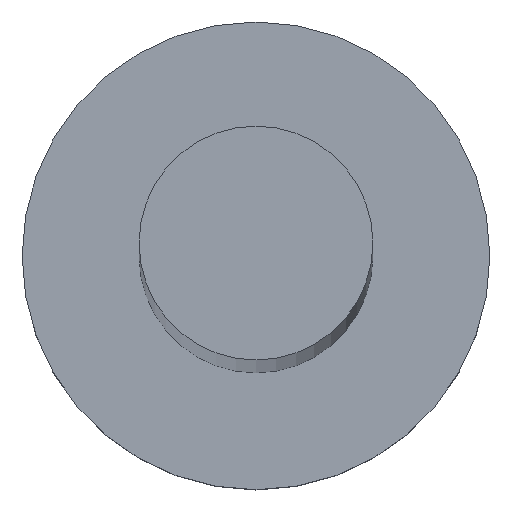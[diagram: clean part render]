
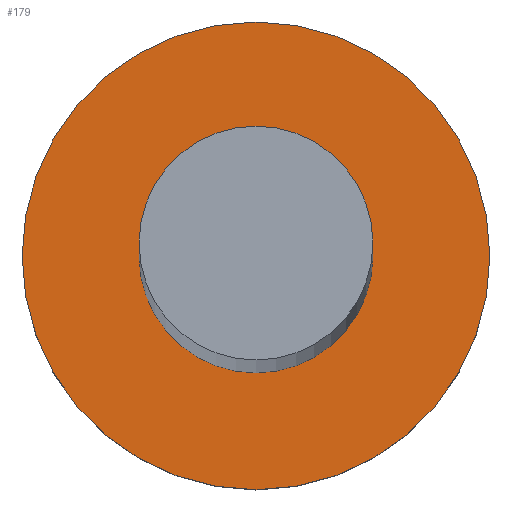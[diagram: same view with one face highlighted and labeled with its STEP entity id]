
A CAD part, top view. The second image highlights one B-rep face of the part: STEP entity #179.
In plain terms, the highlighted planar face has unit normal (0, 0, 1).
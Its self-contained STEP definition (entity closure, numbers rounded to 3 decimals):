
#1 = AXIS2_PLACEMENT_3D ( 'NONE', #131, #68, #170 ) ;
#8 = DIRECTION ( 'NONE',  ( 0., 0., 1. ) ) ;
#10 = FACE_OUTER_BOUND ( 'NONE', #46, .T. ) ;
#17 = ORIENTED_EDGE ( 'NONE', *, *, #107, .T. ) ;
#27 = FACE_BOUND ( 'NONE', #123, .T. ) ;
#41 = AXIS2_PLACEMENT_3D ( 'NONE', #121, #102, #245 ) ;
#45 = CARTESIAN_POINT ( 'NONE',  ( -5., 0., 3. ) ) ;
#46 = EDGE_LOOP ( 'NONE', ( #87, #17 ) ) ;
#49 = CIRCLE ( 'NONE', #1, 2.5 ) ;
#61 = DIRECTION ( 'NONE',  ( 0., 0., 1. ) ) ;
#63 = ORIENTED_EDGE ( 'NONE', *, *, #163, .F. ) ;
#65 = DIRECTION ( 'NONE',  ( 1., 0., 0. ) ) ;
#68 = DIRECTION ( 'NONE',  ( 0., 0., 1. ) ) ;
#75 = AXIS2_PLACEMENT_3D ( 'NONE', #152, #129, #215 ) ;
#78 = CIRCLE ( 'NONE', #41, 2.5 ) ;
#83 = AXIS2_PLACEMENT_3D ( 'NONE', #155, #8, #65 ) ;
#87 = ORIENTED_EDGE ( 'NONE', *, *, #176, .T. ) ;
#95 = EDGE_CURVE ( 'NONE', #159, #182, #78, .T. ) ;
#102 = DIRECTION ( 'NONE',  ( 0., 0., 1. ) ) ;
#104 = DIRECTION ( 'NONE',  ( 1., 0., 0. ) ) ;
#107 = EDGE_CURVE ( 'NONE', #253, #219, #224, .T. ) ;
#121 = CARTESIAN_POINT ( 'NONE',  ( 0., 0., 3. ) ) ;
#123 = EDGE_LOOP ( 'NONE', ( #157, #63 ) ) ;
#129 = DIRECTION ( 'NONE',  ( 0., 0., 1. ) ) ;
#131 = CARTESIAN_POINT ( 'NONE',  ( 0., 0., 3. ) ) ;
#152 = CARTESIAN_POINT ( 'NONE',  ( 0., 0., 3. ) ) ;
#155 = CARTESIAN_POINT ( 'NONE',  ( 0., 0., 3. ) ) ;
#157 = ORIENTED_EDGE ( 'NONE', *, *, #95, .F. ) ;
#159 = VERTEX_POINT ( 'NONE', #188 ) ;
#163 = EDGE_CURVE ( 'NONE', #182, #159, #49, .T. ) ;
#170 = DIRECTION ( 'NONE',  ( 1., 0., 0. ) ) ;
#171 = CARTESIAN_POINT ( 'NONE',  ( 2.5, 0., 3. ) ) ;
#175 = AXIS2_PLACEMENT_3D ( 'NONE', #209, #61, #104 ) ;
#176 = EDGE_CURVE ( 'NONE', #219, #253, #198, .T. ) ;
#179 = ADVANCED_FACE ( 'NONE', ( #27, #10 ), #190, .T. ) ;
#182 = VERTEX_POINT ( 'NONE', #171 ) ;
#188 = CARTESIAN_POINT ( 'NONE',  ( -2.5, 0., 3. ) ) ;
#190 = PLANE ( 'NONE',  #83 ) ;
#198 = CIRCLE ( 'NONE', #75, 5. ) ;
#209 = CARTESIAN_POINT ( 'NONE',  ( 0., 0., 3. ) ) ;
#215 = DIRECTION ( 'NONE',  ( 1., 0., 0. ) ) ;
#219 = VERTEX_POINT ( 'NONE', #45 ) ;
#224 = CIRCLE ( 'NONE', #175, 5. ) ;
#236 = CARTESIAN_POINT ( 'NONE',  ( 5., 0., 3. ) ) ;
#245 = DIRECTION ( 'NONE',  ( 1., 0., 0. ) ) ;
#253 = VERTEX_POINT ( 'NONE', #236 ) ;
